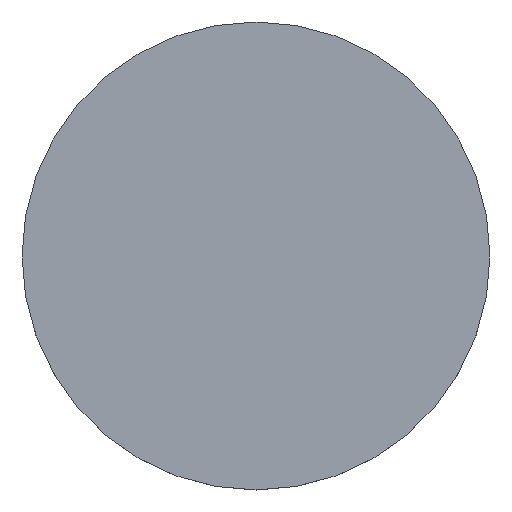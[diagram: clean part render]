
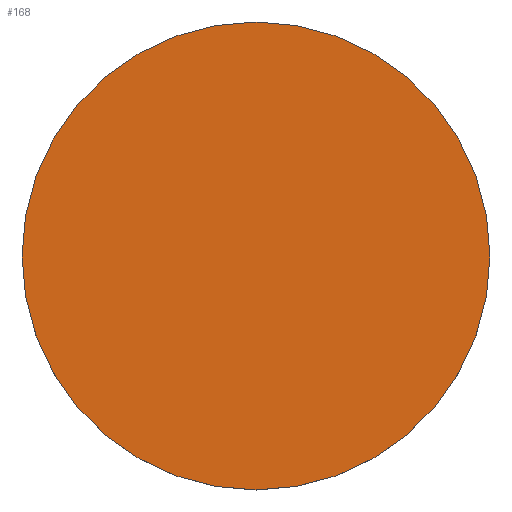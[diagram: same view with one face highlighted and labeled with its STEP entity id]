
A CAD part, top view. The second image highlights one B-rep face of the part: STEP entity #168.
In plain terms, the highlighted planar face has unit normal (0, 0, 1).
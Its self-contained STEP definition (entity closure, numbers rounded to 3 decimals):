
#14 = ORIENTED_EDGE ( 'NONE', *, *, #39, .F. ) ;
#16 = CIRCLE ( 'NONE', #153, 12.7 ) ;
#33 = FACE_OUTER_BOUND ( 'NONE', #158, .T. ) ;
#36 = DIRECTION ( 'NONE',  ( 0., 0., -1. ) ) ;
#39 = EDGE_CURVE ( 'NONE', #202, #103, #74, .T. ) ;
#48 = DIRECTION ( 'NONE',  ( 1., 0., 0. ) ) ;
#52 = DIRECTION ( 'NONE',  ( 0., 0., 1. ) ) ;
#62 = CARTESIAN_POINT ( 'NONE',  ( 12.7, 0., 4.4 ) ) ;
#64 = AXIS2_PLACEMENT_3D ( 'NONE', #159, #52, #149 ) ;
#74 = CIRCLE ( 'NONE', #108, 12.7 ) ;
#76 = PLANE ( 'NONE',  #64 ) ;
#103 = VERTEX_POINT ( 'NONE', #62 ) ;
#106 = DIRECTION ( 'NONE',  ( 0., 0., -1. ) ) ;
#108 = AXIS2_PLACEMENT_3D ( 'NONE', #167, #106, #48 ) ;
#125 = ORIENTED_EDGE ( 'NONE', *, *, #191, .F. ) ;
#130 = CARTESIAN_POINT ( 'NONE',  ( 0., 0., 4.4 ) ) ;
#149 = DIRECTION ( 'NONE',  ( 1., 0., 0. ) ) ;
#153 = AXIS2_PLACEMENT_3D ( 'NONE', #130, #36, #161 ) ;
#158 = EDGE_LOOP ( 'NONE', ( #125, #14 ) ) ;
#159 = CARTESIAN_POINT ( 'NONE',  ( 0., 26.112, 4.4 ) ) ;
#161 = DIRECTION ( 'NONE',  ( 1., 0., 0. ) ) ;
#167 = CARTESIAN_POINT ( 'NONE',  ( 0., 0., 4.4 ) ) ;
#168 = ADVANCED_FACE ( 'NONE', ( #33 ), #76, .T. ) ;
#177 = CARTESIAN_POINT ( 'NONE',  ( -12.7, 0., 4.4 ) ) ;
#191 = EDGE_CURVE ( 'NONE', #103, #202, #16, .T. ) ;
#202 = VERTEX_POINT ( 'NONE', #177 ) ;
